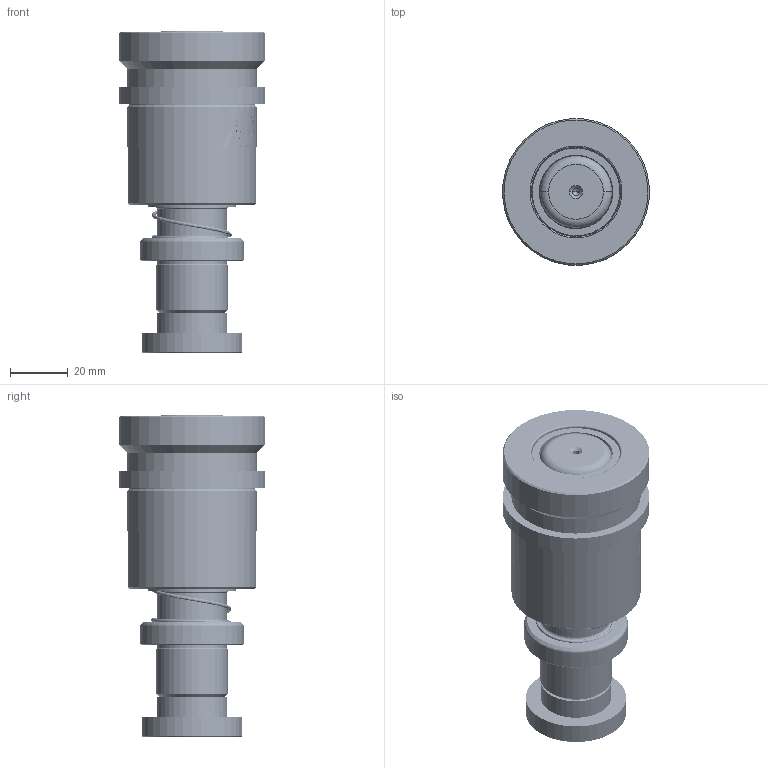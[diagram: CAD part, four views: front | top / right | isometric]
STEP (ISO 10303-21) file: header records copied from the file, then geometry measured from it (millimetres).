
FILE_DESCRIPTION (( 'STEP AP214' ), '1' );
FILE_NAME ('HTSH(HTJH)-D25-L80(BL-60).STEP', '2021-09-02T07:22:22', ( '' ), ( '' ), 'SwSTEP 2.0', 'SolidWorks 2016', '' );
FILE_SCHEMA (( 'AUTOMOTIVE_DESIGN' ));
Length unit declared in the file: millimetre
Products named in the file (281): BALL-D3; TRP-D25-L80; BSH-D30.5-25.5-L60郪蚾; BSH-30.5-25.5-L60; DRP蹟簽D25; HWP-D27.5-d25.5-L40; HTSH(HTJH)-D25-L80(BL-60); TRB25-35-25
Assembly tree (275 placements, depth 3):
  BALL-D3
  BALL-D3
  BALL-D3
  BALL-D3
  BALL-D3
Bounding box: 50.86 x 50.86 x 112 mm (x, y, z)
Volume: 127830.1 mm3; surface area: 56911.7 mm2
Topology: 271 solids, 271 shells, 1198 faces, 5157 edges, 3426 vertices
Faces by surface type: sphere 1064, cylinder 46, cone 34, plane 26, torus 14, bspline 14
Entity records: 50798 total; most frequent: CARTESIAN_POINT 28483, ORIENTED_EDGE 3912, DIRECTION 3350, EDGE_CURVE 1956, AXIS2_PLACEMENT_3D 1617, VERTEX_POINT 1286, EDGE_LOOP 1192, B_SPLINE_CURVE_WITH_KNOTS 1161
